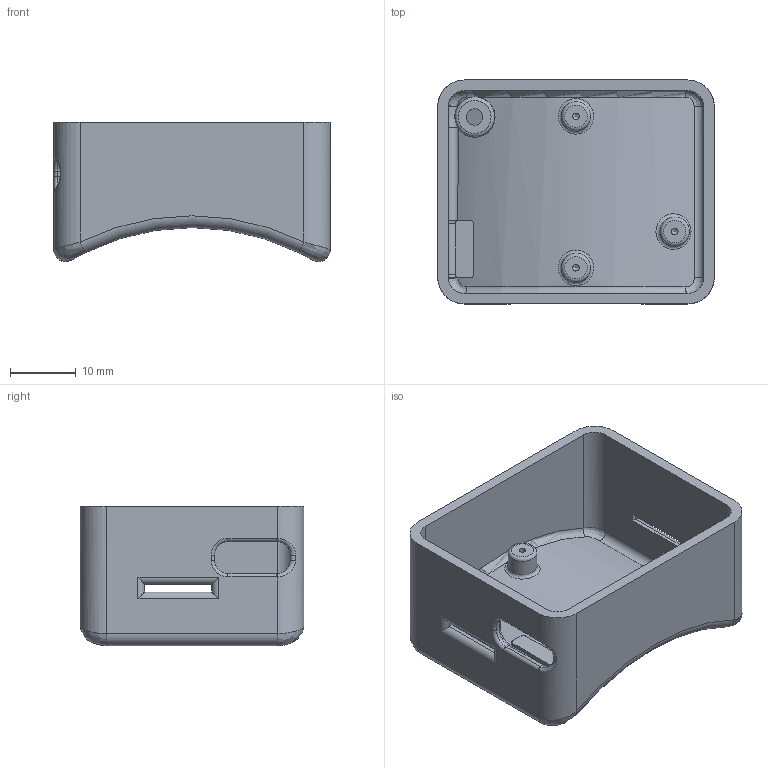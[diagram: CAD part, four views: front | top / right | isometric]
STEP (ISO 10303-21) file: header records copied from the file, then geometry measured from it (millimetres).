
FILE_DESCRIPTION(('FreeCAD Model'),'2;1');
FILE_NAME('Open CASCADE Shape Model','2025-09-30T16:05:55',(''),(''), 'Open CASCADE STEP processor 7.8','FreeCAD','Unknown');
FILE_SCHEMA(('AUTOMOTIVE_DESIGN { 1 0 10303 214 1 1 1 1 }'));
Length unit declared in the file: millimetre
Products named in the file (1): Hole001
Bounding box: 42 x 34 x 21.18 mm (x, y, z)
Surface area: 8385.5 mm2 (no closed solid volume)
Topology: 0 solids, 1 shells, 131 faces, 320 edges, 186 vertices
Faces by surface type: cylinder 51, plane 31, bspline 29, torus 17, cone 3
Full cylindrical faces by diameter (mm): 1 x3, 2.5 x1, 4.4 x3, 6 x1
Entity records: 8639 total; most frequent: CARTESIAN_POINT 5895, ORIENTED_EDGE 615, DIRECTION 516, EDGE_CURVE 316, AXIS2_PLACEMENT_3D 198, VERTEX_POINT 193, FACE_BOUND 143, EDGE_LOOP 143
